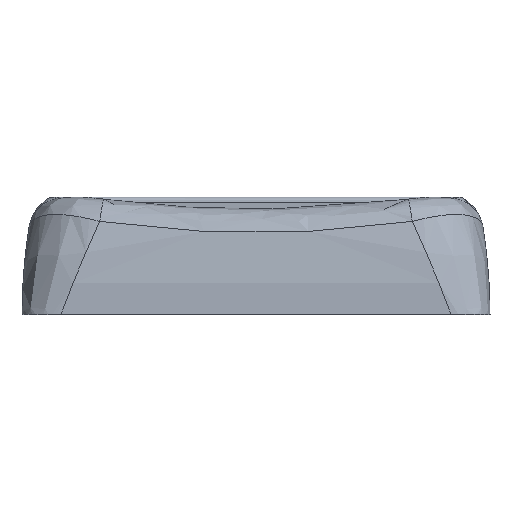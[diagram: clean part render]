
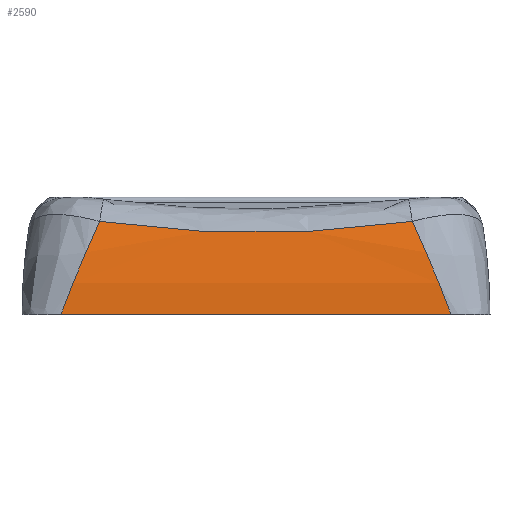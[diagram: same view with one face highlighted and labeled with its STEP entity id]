
A CAD part, top view. The second image highlights one B-rep face of the part: STEP entity #2590.
In plain terms, the highlighted cylindrical face has radius 11.653 mm (diameter 23.307 mm), a partial arc.
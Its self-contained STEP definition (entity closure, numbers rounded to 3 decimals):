
#328=FACE_OUTER_BOUND('',#479,.T.);
#479=EDGE_LOOP('',(#2422,#2423,#2424,#2425));
#486=LINE('',#3997,#732);
#732=VECTOR('',#2803,10.);
#1019=B_SPLINE_CURVE_WITH_KNOTS('',3,(#4311,#4312,#4313,#4314),
 .UNSPECIFIED.,.F.,.F.,(4,4),(-1.199,0.),.UNSPECIFIED.);
#1021=B_SPLINE_CURVE_WITH_KNOTS('',3,(#4394,#4395,#4396,#4397),
 .UNSPECIFIED.,.F.,.F.,(4,4),(-0.418,-0.065),
 .UNSPECIFIED.);
#1022=B_SPLINE_CURVE_WITH_KNOTS('',3,(#4440,#4441,#4442,#4443),
 .UNSPECIFIED.,.F.,.F.,(4,4),(-0.353,0.),
 .UNSPECIFIED.);
#1104=VERTEX_POINT('',#3983);
#1105=VERTEX_POINT('',#3996);
#1115=VERTEX_POINT('',#4282);
#1116=VERTEX_POINT('',#4310);
#1358=EDGE_CURVE('',#1105,#1104,#486,.T.);
#1373=EDGE_CURVE('',#1115,#1116,#1019,.T.);
#1376=EDGE_CURVE('',#1105,#1115,#1021,.T.);
#1377=EDGE_CURVE('',#1116,#1104,#1022,.T.);
#2422=ORIENTED_EDGE('',*,*,#1373,.F.);
#2423=ORIENTED_EDGE('',*,*,#1376,.F.);
#2424=ORIENTED_EDGE('',*,*,#1358,.T.);
#2425=ORIENTED_EDGE('',*,*,#1377,.F.);
#2443=CYLINDRICAL_SURFACE('',#2754,11.653);
#2590=ADVANCED_FACE('',(#328),#2443,.T.);
#2754=AXIS2_PLACEMENT_3D('',#5611,#3301,#3302);
#2803=DIRECTION('',(1.,0.,0.));
#3301=DIRECTION('center_axis',(1.,0.,0.));
#3302=DIRECTION('ref_axis',(0.,0.696,-0.718));
#3983=CARTESIAN_POINT('',(7.45,3.5,8.95));
#3996=CARTESIAN_POINT('',(-7.45,3.5,8.95));
#3997=CARTESIAN_POINT('',(0.,3.5,8.95));
#4282=CARTESIAN_POINT('',(-5.979,7.045,8.398));
#4310=CARTESIAN_POINT('',(5.979,7.045,8.398));
#4311=CARTESIAN_POINT('Ctrl Pts',(-5.979,7.045,8.398));
#4312=CARTESIAN_POINT('Ctrl Pts',(-2.017,6.47,8.581));
#4313=CARTESIAN_POINT('Ctrl Pts',(2.017,6.47,8.581));
#4314=CARTESIAN_POINT('Ctrl Pts',(5.979,7.045,8.398));
#4394=CARTESIAN_POINT('Ctrl Pts',(-7.45,3.5,8.95));
#4395=CARTESIAN_POINT('Ctrl Pts',(-7.028,4.662,8.95));
#4396=CARTESIAN_POINT('Ctrl Pts',(-6.524,5.857,8.777));
#4397=CARTESIAN_POINT('Ctrl Pts',(-5.979,7.045,8.398));
#4440=CARTESIAN_POINT('Ctrl Pts',(5.979,7.045,8.398));
#4441=CARTESIAN_POINT('Ctrl Pts',(6.524,5.857,8.777));
#4442=CARTESIAN_POINT('Ctrl Pts',(7.028,4.662,8.95));
#4443=CARTESIAN_POINT('Ctrl Pts',(7.45,3.5,8.95));
#5611=CARTESIAN_POINT('Origin',(0.,3.5,-2.703));
